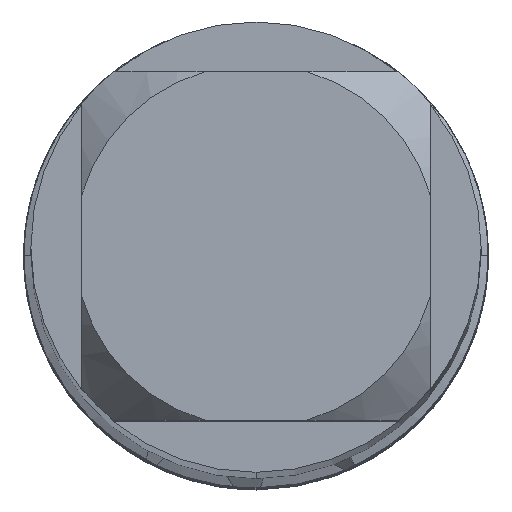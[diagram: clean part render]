
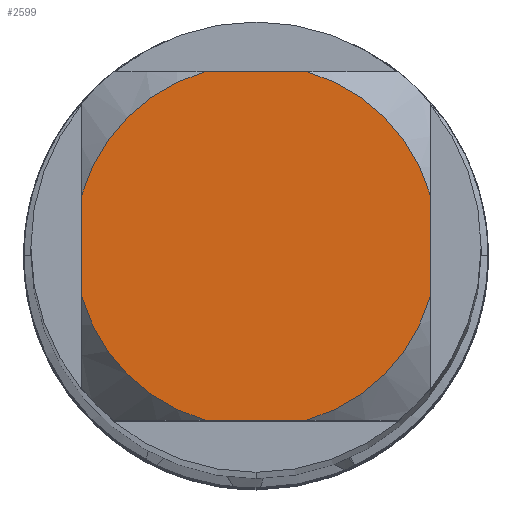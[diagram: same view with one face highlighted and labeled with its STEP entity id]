
A CAD part, top view. The second image highlights one B-rep face of the part: STEP entity #2599.
In plain terms, the highlighted planar face has unit normal (0, 0, 1).
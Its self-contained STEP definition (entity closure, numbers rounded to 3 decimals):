
#1895=VERTEX_POINT('',#5410);
#2131=EDGE_CURVE('',#4827,#2305,#5679,.T.);
#2189=VERTEX_POINT('',#5741);
#2305=VERTEX_POINT('',#5862);
#2515=EDGE_CURVE('',#3007,#3681,#6093,.T.);
#2599=ADVANCED_FACE('',(#6187),#6188,.T.);
#2667=EDGE_CURVE('',#4259,#2305,#6262,.T.);
#3007=VERTEX_POINT('',#6625);
#3399=VERTEX_POINT('',#7058);
#3515=EDGE_CURVE('',#4827,#3399,#7183,.T.);
#3603=EDGE_CURVE('',#3007,#1895,#7280,.T.);
#3681=VERTEX_POINT('',#7362);
#3939=EDGE_CURVE('',#2189,#3399,#7639,.T.);
#3969=EDGE_CURVE('',#4259,#3681,#7671,.T.);
#4259=VERTEX_POINT('',#7990);
#4323=EDGE_CURVE('',#2189,#1895,#8061,.T.);
#4827=VERTEX_POINT('',#8604);
#5410=CARTESIAN_POINT('',(0.35,-1.2,0.0));
#5679=LINE('',#9842,#9843);
#5741=CARTESIAN_POINT('',(1.2,-0.35,0.0));
#5862=CARTESIAN_POINT('',(-0.35,1.2,0.0));
#6093=CIRCLE('',#11541,1.25);
#6187=FACE_OUTER_BOUND('',#11727,.T.);
#6188=PLANE('',#11728);
#6262=CIRCLE('',#11890,1.25);
#6625=CARTESIAN_POINT('',(-0.35,-1.2,0.0));
#7058=CARTESIAN_POINT('',(1.2,0.35,0.0));
#7183=CIRCLE('',#14345,1.25);
#7280=LINE('',#14505,#14506);
#7362=CARTESIAN_POINT('',(-1.2,-0.35,0.0));
#7639=LINE('',#15376,#15377);
#7671=LINE('',#15446,#15447);
#7990=CARTESIAN_POINT('',(-1.2,0.35,0.0));
#8061=CIRCLE('',#16812,1.25);
#8604=CARTESIAN_POINT('',(0.35,1.2,0.0));
#9842=CARTESIAN_POINT('',(0.0,1.2,0.0));
#9843=VECTOR('',#19532,1.0);
#11541=AXIS2_PLACEMENT_3D('',#20052,#20053,#20054);
#11727=EDGE_LOOP('',(#20174,#20175,#20176,#20177,#20178,#20179,#20180,#20181));
#11728=AXIS2_PLACEMENT_3D('',#20182,#20183,#20184);
#11890=AXIS2_PLACEMENT_3D('',#20253,#20254,#20255);
#14345=AXIS2_PLACEMENT_3D('',#21340,#21341,#21342);
#14505=CARTESIAN_POINT('',(0.0,-1.2,0.0));
#14506=VECTOR('',#21451,1.0);
#15376=CARTESIAN_POINT('',(1.2,0.313,0.0));
#15377=VECTOR('',#21778,1.0);
#15446=CARTESIAN_POINT('',(-1.2,0.313,0.0));
#15447=VECTOR('',#21824,1.0);
#16812=AXIS2_PLACEMENT_3D('',#22232,#22233,#22234);
#19532=DIRECTION('',(-1.0,0.0,0.0));
#20052=CARTESIAN_POINT('',(0.0,0.0,0.0));
#20053=DIRECTION('',(0.0,0.0,-1.0));
#20054=DIRECTION('',(0.0,1.0,0.0));
#20174=ORIENTED_EDGE('',*,*,#3969,.T.);
#20175=ORIENTED_EDGE('',*,*,#2515,.F.);
#20176=ORIENTED_EDGE('',*,*,#3603,.T.);
#20177=ORIENTED_EDGE('',*,*,#4323,.F.);
#20178=ORIENTED_EDGE('',*,*,#3939,.T.);
#20179=ORIENTED_EDGE('',*,*,#3515,.F.);
#20180=ORIENTED_EDGE('',*,*,#2131,.T.);
#20181=ORIENTED_EDGE('',*,*,#2667,.F.);
#20182=CARTESIAN_POINT('',(0.0,0.625,0.0));
#20183=DIRECTION('',(-0.0,0.0,1.0));
#20184=DIRECTION('',(0.0,-1.0,0.0));
#20253=CARTESIAN_POINT('',(0.0,0.0,0.0));
#20254=DIRECTION('',(0.0,0.0,-1.0));
#20255=DIRECTION('',(0.0,1.0,0.0));
#21340=CARTESIAN_POINT('',(0.0,0.0,0.0));
#21341=DIRECTION('',(0.0,0.0,-1.0));
#21342=DIRECTION('',(0.0,1.0,0.0));
#21451=DIRECTION('',(1.0,0.0,0.0));
#21778=DIRECTION('',(-0.0,1.0,0.0));
#21824=DIRECTION('',(-0.0,-1.0,0.0));
#22232=CARTESIAN_POINT('',(0.0,0.0,0.0));
#22233=DIRECTION('',(0.0,0.0,-1.0));
#22234=DIRECTION('',(0.0,1.0,0.0));
